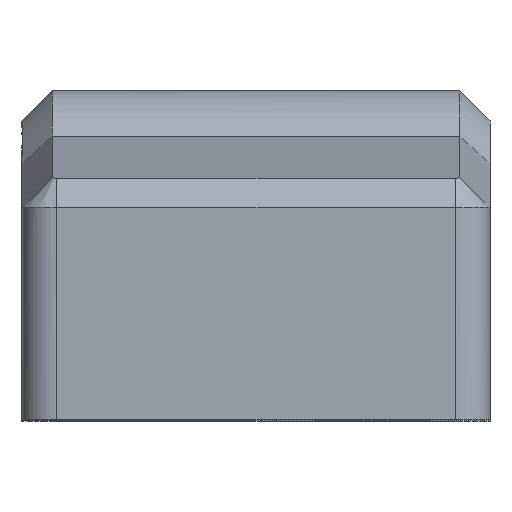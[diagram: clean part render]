
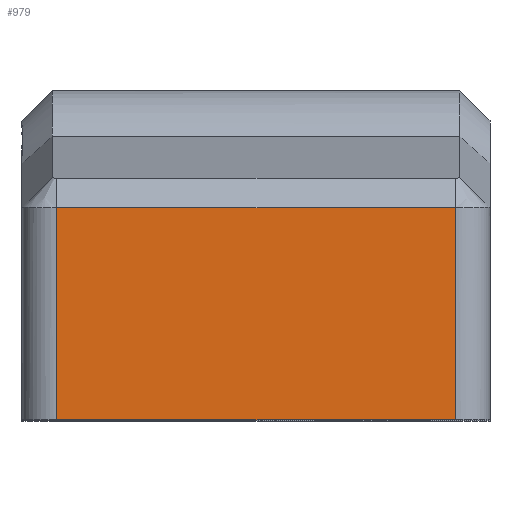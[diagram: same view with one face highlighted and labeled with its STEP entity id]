
A CAD part, top view. The second image highlights one B-rep face of the part: STEP entity #979.
In plain terms, the highlighted free-form (B-spline) face has degree [1, 1] with [2, 2] control points.
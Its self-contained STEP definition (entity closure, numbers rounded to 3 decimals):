
#585 = VERTEX_POINT('',#586);
#586 = CARTESIAN_POINT('',(8.622,9.181,14.931
    ));
#599 = EDGE_CURVE('',#585,#600,#602,.T.);
#600 = VERTEX_POINT('',#601);
#601 = CARTESIAN_POINT('',(8.622,0.,14.931));
#602 = B_SPLINE_CURVE_WITH_KNOTS('',1,(#603,#604),.UNSPECIFIED.,.F.,.F.,
  (2,2),(-4.231,4.9),.PIECEWISE_BEZIER_KNOTS.);
#603 = CARTESIAN_POINT('',(8.622,9.181,14.931
    ));
#604 = CARTESIAN_POINT('',(8.622,0.,14.931));
#718 = VERTEX_POINT('',#719);
#719 = CARTESIAN_POINT('',(-8.622,0.,14.931));
#729 = EDGE_CURVE('',#718,#600,#730,.T.);
#730 = B_SPLINE_CURVE_WITH_KNOTS('',1,(#731,#732),.UNSPECIFIED.,.F.,.F.,
  (2,2),(0.,17.15),.PIECEWISE_BEZIER_KNOTS.);
#731 = CARTESIAN_POINT('',(-8.622,0.,14.931));
#732 = CARTESIAN_POINT('',(8.622,0.,14.931));
#895 = EDGE_CURVE('',#896,#718,#898,.T.);
#896 = VERTEX_POINT('',#897);
#897 = CARTESIAN_POINT('',(-8.622,9.181,
    14.931));
#898 = B_SPLINE_CURVE_WITH_KNOTS('',1,(#899,#900),.UNSPECIFIED.,.F.,.F.,
  (2,2),(-4.231,4.9),.PIECEWISE_BEZIER_KNOTS.);
#899 = CARTESIAN_POINT('',(-8.622,9.181,
    14.931));
#900 = CARTESIAN_POINT('',(-8.622,0.,14.931));
#979 = ADVANCED_FACE('',(#980),#990,.F.);
#980 = FACE_BOUND('',#981,.T.);
#981 = EDGE_LOOP('',(#982,#983,#988,#989));
#982 = ORIENTED_EDGE('',*,*,#599,.F.);
#983 = ORIENTED_EDGE('',*,*,#984,.T.);
#984 = EDGE_CURVE('',#585,#896,#985,.T.);
#985 = B_SPLINE_CURVE_WITH_KNOTS('',1,(#986,#987),.UNSPECIFIED.,.F.,.F.,
  (2,2),(-17.15,0.),.PIECEWISE_BEZIER_KNOTS.);
#986 = CARTESIAN_POINT('',(8.622,9.181,14.931
    ));
#987 = CARTESIAN_POINT('',(-8.622,9.181,
    14.931));
#988 = ORIENTED_EDGE('',*,*,#895,.T.);
#989 = ORIENTED_EDGE('',*,*,#729,.T.);
#990 = B_SPLINE_SURFACE_WITH_KNOTS('',1,1,(
    (#991,#992)
    ,(#993,#994
    )),.UNSPECIFIED.,.F.,.F.,.F.,(2,2),(2,2),(-17.15,0.),(-4.9,
    4.231),.PIECEWISE_BEZIER_KNOTS.);
#991 = CARTESIAN_POINT('',(8.622,0.,14.931));
#992 = CARTESIAN_POINT('',(8.622,9.181,14.931
    ));
#993 = CARTESIAN_POINT('',(-8.622,0.,14.931));
#994 = CARTESIAN_POINT('',(-8.622,9.181,
    14.931));
